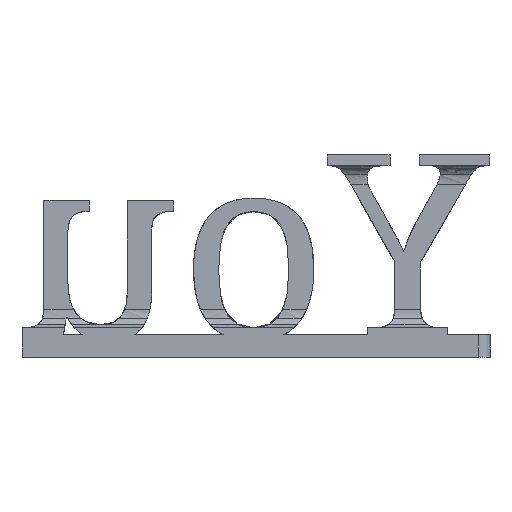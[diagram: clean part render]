
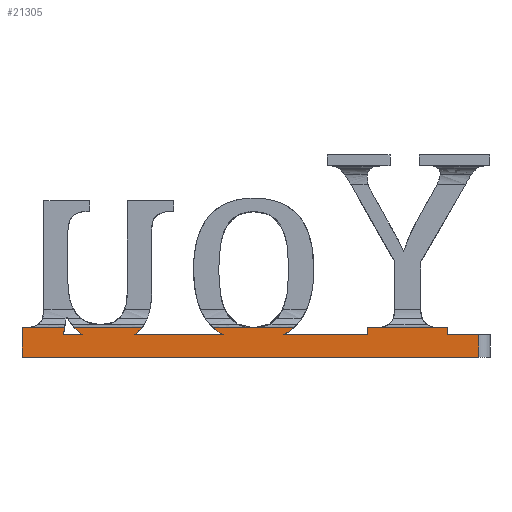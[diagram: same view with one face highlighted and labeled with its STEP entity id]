
A CAD part, left-side view. The second image highlights one B-rep face of the part: STEP entity #21305.
In plain terms, the highlighted planar face has unit normal (-1, 0, 0).
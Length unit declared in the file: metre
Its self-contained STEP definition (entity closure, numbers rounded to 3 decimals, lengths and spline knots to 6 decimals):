
#938=B_SPLINE_CURVE_WITH_KNOTS('',2,(#24810,#24811,#24812),
 .UNSPECIFIED.,.F.,.F.,(3,3),(0.,1.),.PIECEWISE_BEZIER_KNOTS.);
#939=B_SPLINE_CURVE_WITH_KNOTS('',2,(#24816,#24817,#24818),
 .UNSPECIFIED.,.F.,.F.,(3,3),(0.,1.),.PIECEWISE_BEZIER_KNOTS.);
#940=B_SPLINE_CURVE_WITH_KNOTS('',2,(#24822,#24823,#24824),
 .UNSPECIFIED.,.F.,.F.,(3,3),(0.,1.),.PIECEWISE_BEZIER_KNOTS.);
#941=B_SPLINE_CURVE_WITH_KNOTS('',2,(#24826,#24827,#24828),
 .UNSPECIFIED.,.F.,.F.,(3,3),(0.,1.),.PIECEWISE_BEZIER_KNOTS.);
#942=B_SPLINE_CURVE_WITH_KNOTS('',2,(#24832,#24833,#24834),
 .UNSPECIFIED.,.F.,.F.,(3,3),(0.,1.),.PIECEWISE_BEZIER_KNOTS.);
#943=B_SPLINE_CURVE_WITH_KNOTS('',2,(#24836,#24837,#24838),
 .UNSPECIFIED.,.F.,.F.,(3,3),(0.,1.),.PIECEWISE_BEZIER_KNOTS.);
#2880=ORIENTED_EDGE('',*,*,#9852,.F.);
#2881=ORIENTED_EDGE('',*,*,#9853,.T.);
#2882=ORIENTED_EDGE('',*,*,#9854,.T.);
#2883=ORIENTED_EDGE('',*,*,#9855,.T.);
#2884=ORIENTED_EDGE('',*,*,#9856,.F.);
#2885=ORIENTED_EDGE('',*,*,#9857,.T.);
#2886=ORIENTED_EDGE('',*,*,#9858,.T.);
#2887=ORIENTED_EDGE('',*,*,#9859,.T.);
#2888=ORIENTED_EDGE('',*,*,#9860,.F.);
#2889=ORIENTED_EDGE('',*,*,#9861,.T.);
#2890=ORIENTED_EDGE('',*,*,#9862,.T.);
#2891=ORIENTED_EDGE('',*,*,#9863,.T.);
#2892=ORIENTED_EDGE('',*,*,#9864,.T.);
#2893=ORIENTED_EDGE('',*,*,#9865,.F.);
#2894=ORIENTED_EDGE('',*,*,#9866,.T.);
#2895=ORIENTED_EDGE('',*,*,#9867,.T.);
#2896=ORIENTED_EDGE('',*,*,#9868,.T.);
#2897=ORIENTED_EDGE('',*,*,#9869,.T.);
#2898=ORIENTED_EDGE('',*,*,#9870,.F.);
#2899=ORIENTED_EDGE('',*,*,#9871,.T.);
#9852=EDGE_CURVE('',#13338,#13339,#15636,.T.);
#9853=EDGE_CURVE('',#13338,#13340,#15637,.T.);
#9854=EDGE_CURVE('',#13340,#13341,#15638,.T.);
#9855=EDGE_CURVE('',#13341,#13342,#15639,.T.);
#9856=EDGE_CURVE('',#13343,#13342,#15640,.T.);
#9857=EDGE_CURVE('',#13343,#13344,#15641,.T.);
#9858=EDGE_CURVE('',#13344,#13345,#15642,.T.);
#9859=EDGE_CURVE('',#13345,#13346,#938,.T.);
#9860=EDGE_CURVE('',#13347,#13346,#15643,.T.);
#9861=EDGE_CURVE('',#13347,#13348,#939,.T.);
#9862=EDGE_CURVE('',#13348,#13349,#15644,.T.);
#9863=EDGE_CURVE('',#13349,#13350,#940,.T.);
#9864=EDGE_CURVE('',#13350,#13351,#941,.T.);
#9865=EDGE_CURVE('',#13352,#13351,#15645,.T.);
#9866=EDGE_CURVE('',#13352,#13353,#942,.T.);
#9867=EDGE_CURVE('',#13353,#13354,#943,.T.);
#9868=EDGE_CURVE('',#13354,#13355,#15646,.T.);
#9869=EDGE_CURVE('',#13355,#13356,#15647,.T.);
#9870=EDGE_CURVE('',#13357,#13356,#15648,.T.);
#9871=EDGE_CURVE('',#13357,#13339,#15649,.T.);
#13338=VERTEX_POINT('',#24796);
#13339=VERTEX_POINT('',#24797);
#13340=VERTEX_POINT('',#24799);
#13341=VERTEX_POINT('',#24801);
#13342=VERTEX_POINT('',#24803);
#13343=VERTEX_POINT('',#24805);
#13344=VERTEX_POINT('',#24807);
#13345=VERTEX_POINT('',#24809);
#13346=VERTEX_POINT('',#24813);
#13347=VERTEX_POINT('',#24815);
#13348=VERTEX_POINT('',#24819);
#13349=VERTEX_POINT('',#24821);
#13350=VERTEX_POINT('',#24825);
#13351=VERTEX_POINT('',#24829);
#13352=VERTEX_POINT('',#24831);
#13353=VERTEX_POINT('',#24835);
#13354=VERTEX_POINT('',#24839);
#13355=VERTEX_POINT('',#24841);
#13356=VERTEX_POINT('',#24843);
#13357=VERTEX_POINT('',#24845);
#15636=LINE('',#24795,#17182);
#15637=LINE('',#24798,#17183);
#15638=LINE('',#24800,#17184);
#15639=LINE('',#24802,#17185);
#15640=LINE('',#24804,#17186);
#15641=LINE('',#24806,#17187);
#15642=LINE('',#24808,#17188);
#15643=LINE('',#24814,#17189);
#15644=LINE('',#24820,#17190);
#15645=LINE('',#24830,#17191);
#15646=LINE('',#24840,#17192);
#15647=LINE('',#24842,#17193);
#15648=LINE('',#24844,#17194);
#15649=LINE('',#24846,#17195);
#17182=VECTOR('',#22739,1.);
#17183=VECTOR('',#22740,1.);
#17184=VECTOR('',#22741,1.);
#17185=VECTOR('',#22742,1.);
#17186=VECTOR('',#22743,1.);
#17187=VECTOR('',#22744,1.);
#17188=VECTOR('',#22745,1.);
#17189=VECTOR('',#22746,1.);
#17190=VECTOR('',#22747,1.);
#17191=VECTOR('',#22748,1.);
#17192=VECTOR('',#22749,1.);
#17193=VECTOR('',#22750,1.);
#17194=VECTOR('',#22751,1.);
#17195=VECTOR('',#22752,1.);
#18722=EDGE_LOOP('',(#2880,#2881,#2882,#2883,#2884,#2885,#2886,#2887,#2888,
#2889,#2890,#2891,#2892,#2893,#2894,#2895,#2896,#2897,#2898,#2899));
#19892=FACE_BOUND('',#18722,.T.);
#21062=PLANE('',#22473);
#21305=ADVANCED_FACE('',(#19892),#21062,.F.);
#22473=AXIS2_PLACEMENT_3D('',#24794,#22737,#22738);
#22737=DIRECTION('',(1.,0.,0.));
#22738=DIRECTION('',(0.,0.,-1.));
#22739=DIRECTION('',(0.,1.,0.));
#22740=DIRECTION('',(0.,0.,1.));
#22741=DIRECTION('',(0.,1.,0.));
#22742=DIRECTION('',(0.,0.,1.));
#22743=DIRECTION('',(0.,-1.,0.));
#22744=DIRECTION('',(0.,0.,-1.));
#22745=DIRECTION('',(0.,1.,0.));
#22746=DIRECTION('',(0.,-1.,0.));
#22747=DIRECTION('',(0.,1.,0.));
#22748=DIRECTION('',(0.,-1.,0.));
#22749=DIRECTION('',(0.,1.,0.));
#22750=DIRECTION('',(0.,-0.16,0.987));
#22751=DIRECTION('',(0.,-1.,0.));
#22752=DIRECTION('',(0.,0.,-1.));
#24794=CARTESIAN_POINT('',(-0.078223,0.22,0.001459));
#24795=CARTESIAN_POINT('',(-0.078223,-0.002588,-0.005));
#24796=CARTESIAN_POINT('',(-0.078223,-0.062744,-0.005));
#24797=CARTESIAN_POINT('',(-0.078223,0.060569,-0.005));
#24798=CARTESIAN_POINT('',(-0.078223,-0.062744,0.001));
#24799=CARTESIAN_POINT('',(-0.078223,-0.062744,0.001));
#24800=CARTESIAN_POINT('',(-0.078223,-0.002588,0.001));
#24801=CARTESIAN_POINT('',(-0.078223,-0.054351,0.001));
#24802=CARTESIAN_POINT('',(-0.078223,-0.054351,0.001459));
#24803=CARTESIAN_POINT('',(-0.078223,-0.054351,0.002919));
#24804=CARTESIAN_POINT('',(-0.078223,0.22,0.002919));
#24805=CARTESIAN_POINT('',(-0.078223,-0.032758,0.002919));
#24806=CARTESIAN_POINT('',(-0.078223,-0.032758,0.001459));
#24807=CARTESIAN_POINT('',(-0.078223,-0.032758,0.001));
#24808=CARTESIAN_POINT('',(-0.078223,-0.002588,0.001));
#24809=CARTESIAN_POINT('',(-0.078223,-0.009912,0.001));
#24810=CARTESIAN_POINT('',(-0.078223,-0.008811,0.000505));
#24811=CARTESIAN_POINT('',(-0.078223,-0.011795,0.001693));
#24812=CARTESIAN_POINT('',(-0.078223,-0.013883,0.004102));
#24813=CARTESIAN_POINT('',(-0.078223,-0.012723,0.002919));
#24814=CARTESIAN_POINT('',(-0.078223,0.22,0.002919));
#24815=CARTESIAN_POINT('',(-0.078223,0.008924,0.002919));
#24816=CARTESIAN_POINT('',(-0.078223,0.010091,0.004102));
#24817=CARTESIAN_POINT('',(-0.078223,0.005935,-0.000684));
#24818=CARTESIAN_POINT('',(-0.078223,-0.002062,-0.000684));
#24819=CARTESIAN_POINT('',(-0.078223,0.006074,0.001));
#24820=CARTESIAN_POINT('',(-0.078223,-0.002588,0.001));
#24821=CARTESIAN_POINT('',(-0.078223,0.030333,0.001));
#24822=CARTESIAN_POINT('',(-0.078223,0.032151,0.000098));
#24823=CARTESIAN_POINT('',(-0.078223,0.030013,0.000879));
#24824=CARTESIAN_POINT('',(-0.078223,0.028554,0.002544));
#24825=CARTESIAN_POINT('',(-0.078223,0.028554,0.002544));
#24826=CARTESIAN_POINT('',(-0.078223,0.028554,0.002544));
#24827=CARTESIAN_POINT('',(-0.078223,0.027094,0.00421));
#24828=CARTESIAN_POINT('',(-0.078223,0.026335,0.006787));
#24829=CARTESIAN_POINT('',(-0.078223,0.028243,0.002919));
#24830=CARTESIAN_POINT('',(-0.078223,0.22,0.002919));
#24831=CARTESIAN_POINT('',(-0.078223,0.046428,0.002919));
#24832=CARTESIAN_POINT('',(-0.078223,0.048286,0.005632));
#24833=CARTESIAN_POINT('',(-0.078223,0.047244,0.003668));
#24834=CARTESIAN_POINT('',(-0.078223,0.045969,0.002447));
#24835=CARTESIAN_POINT('',(-0.078223,0.045969,0.002447));
#24836=CARTESIAN_POINT('',(-0.078223,0.045969,0.002447));
#24837=CARTESIAN_POINT('',(-0.078223,0.044694,0.001226));
#24838=CARTESIAN_POINT('',(-0.078223,0.043273,0.000526));
#24839=CARTESIAN_POINT('',(-0.078223,0.044123,0.001));
#24840=CARTESIAN_POINT('',(-0.078223,-0.002588,0.001));
#24841=CARTESIAN_POINT('',(-0.078223,0.049382,0.001));
#24842=CARTESIAN_POINT('',(-0.078223,0.053665,-0.025462));
#24843=CARTESIAN_POINT('',(-0.078223,0.049072,0.002919));
#24844=CARTESIAN_POINT('',(-0.078223,0.22,0.002919));
#24845=CARTESIAN_POINT('',(-0.078223,0.060569,0.002919));
#24846=CARTESIAN_POINT('',(-0.078223,0.060569,0.001459));
